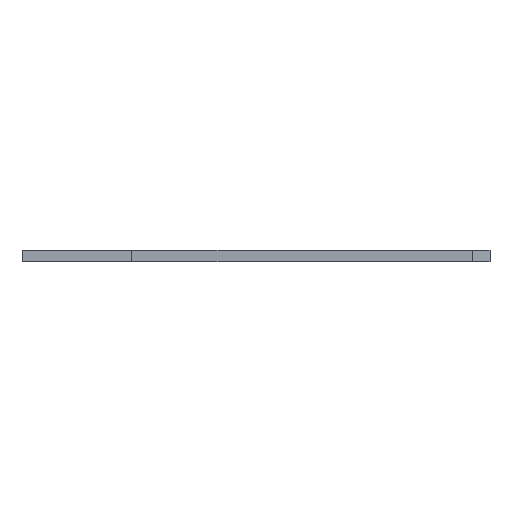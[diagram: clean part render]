
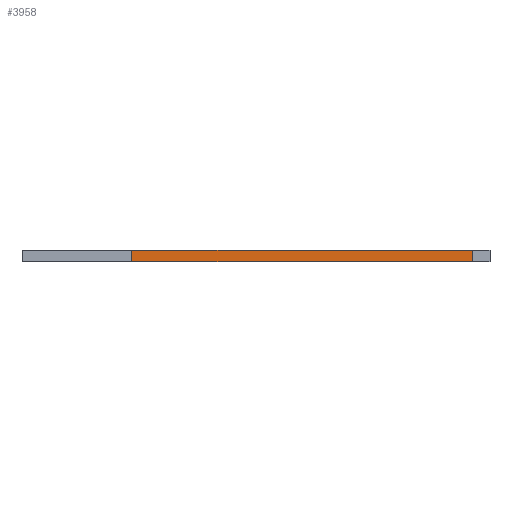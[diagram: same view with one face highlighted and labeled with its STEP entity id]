
A CAD part, front view. The second image highlights one B-rep face of the part: STEP entity #3958.
In plain terms, the highlighted planar face has unit normal (0, -1, 0).
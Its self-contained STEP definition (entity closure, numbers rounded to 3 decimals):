
#83 = PLANE('',#84);
#84 = AXIS2_PLACEMENT_3D('',#85,#86,#87);
#85 = CARTESIAN_POINT('',(36.974,25.975,1.6));
#86 = DIRECTION('',(0.,0.,1.));
#87 = DIRECTION('',(1.,0.,-0.));
#137 = PLANE('',#138);
#138 = AXIS2_PLACEMENT_3D('',#139,#140,#141);
#139 = CARTESIAN_POINT('',(36.974,25.975,0.));
#140 = DIRECTION('',(0.,0.,1.));
#141 = DIRECTION('',(1.,0.,-0.));
#386 = VERTEX_POINT('',#387);
#387 = CARTESIAN_POINT('',(17.272,-0.,0.));
#401 = PLANE('',#402);
#402 = AXIS2_PLACEMENT_3D('',#403,#404,#405);
#403 = CARTESIAN_POINT('',(17.272,15.748,0.));
#404 = DIRECTION('',(1.,0.,-0.));
#405 = DIRECTION('',(0.,-1.,0.));
#413 = EDGE_CURVE('',#386,#414,#416,.T.);
#414 = VERTEX_POINT('',#415);
#415 = CARTESIAN_POINT('',(66.04,-0.,0.));
#416 = SURFACE_CURVE('',#417,(#421,#428),.PCURVE_S1.);
#417 = LINE('',#418,#419);
#418 = CARTESIAN_POINT('',(17.272,-0.,0.));
#419 = VECTOR('',#420,1.);
#420 = DIRECTION('',(1.,0.,0.));
#421 = PCURVE('',#137,#422);
#422 = DEFINITIONAL_REPRESENTATION('',(#423),#427);
#423 = LINE('',#424,#425);
#424 = CARTESIAN_POINT('',(-19.702,-25.975));
#425 = VECTOR('',#426,1.);
#426 = DIRECTION('',(1.,0.));
#427 = ( GEOMETRIC_REPRESENTATION_CONTEXT(2) 
PARAMETRIC_REPRESENTATION_CONTEXT() REPRESENTATION_CONTEXT('2D SPACE',''
  ) );
#428 = PCURVE('',#429,#434);
#429 = PLANE('',#430);
#430 = AXIS2_PLACEMENT_3D('',#431,#432,#433);
#431 = CARTESIAN_POINT('',(17.272,0.,0.));
#432 = DIRECTION('',(0.,1.,0.));
#433 = DIRECTION('',(1.,0.,0.));
#434 = DEFINITIONAL_REPRESENTATION('',(#435),#439);
#435 = LINE('',#436,#437);
#436 = CARTESIAN_POINT('',(0.,0.));
#437 = VECTOR('',#438,1.);
#438 = DIRECTION('',(1.,0.));
#439 = ( GEOMETRIC_REPRESENTATION_CONTEXT(2) 
PARAMETRIC_REPRESENTATION_CONTEXT() REPRESENTATION_CONTEXT('2D SPACE',''
  ) );
#457 = PLANE('',#458);
#458 = AXIS2_PLACEMENT_3D('',#459,#460,#461);
#459 = CARTESIAN_POINT('',(66.04,0.,0.));
#460 = DIRECTION('',(-1.,0.,0.));
#461 = DIRECTION('',(0.,1.,0.));
#2231 = VERTEX_POINT('',#2232);
#2232 = CARTESIAN_POINT('',(17.272,0.,1.6));
#2253 = EDGE_CURVE('',#2231,#2254,#2256,.T.);
#2254 = VERTEX_POINT('',#2255);
#2255 = CARTESIAN_POINT('',(66.04,0.,1.6));
#2256 = SURFACE_CURVE('',#2257,(#2261,#2268),.PCURVE_S1.);
#2257 = LINE('',#2258,#2259);
#2258 = CARTESIAN_POINT('',(17.272,0.,1.6));
#2259 = VECTOR('',#2260,1.);
#2260 = DIRECTION('',(1.,0.,0.));
#2261 = PCURVE('',#83,#2262);
#2262 = DEFINITIONAL_REPRESENTATION('',(#2263),#2267);
#2263 = LINE('',#2264,#2265);
#2264 = CARTESIAN_POINT('',(-19.702,-25.975));
#2265 = VECTOR('',#2266,1.);
#2266 = DIRECTION('',(1.,0.));
#2267 = ( GEOMETRIC_REPRESENTATION_CONTEXT(2) 
PARAMETRIC_REPRESENTATION_CONTEXT() REPRESENTATION_CONTEXT('2D SPACE',''
  ) );
#2268 = PCURVE('',#429,#2269);
#2269 = DEFINITIONAL_REPRESENTATION('',(#2270),#2274);
#2270 = LINE('',#2271,#2272);
#2271 = CARTESIAN_POINT('',(0.,-1.6));
#2272 = VECTOR('',#2273,1.);
#2273 = DIRECTION('',(1.,0.));
#2274 = ( GEOMETRIC_REPRESENTATION_CONTEXT(2) 
PARAMETRIC_REPRESENTATION_CONTEXT() REPRESENTATION_CONTEXT('2D SPACE',''
  ) );
#3910 = EDGE_CURVE('',#386,#2231,#3911,.T.);
#3911 = SURFACE_CURVE('',#3912,(#3916,#3923),.PCURVE_S1.);
#3912 = LINE('',#3913,#3914);
#3913 = CARTESIAN_POINT('',(17.272,-0.,0.));
#3914 = VECTOR('',#3915,1.);
#3915 = DIRECTION('',(0.,0.,1.));
#3916 = PCURVE('',#401,#3917);
#3917 = DEFINITIONAL_REPRESENTATION('',(#3918),#3922);
#3918 = LINE('',#3919,#3920);
#3919 = CARTESIAN_POINT('',(15.748,0.));
#3920 = VECTOR('',#3921,1.);
#3921 = DIRECTION('',(0.,-1.));
#3922 = ( GEOMETRIC_REPRESENTATION_CONTEXT(2) 
PARAMETRIC_REPRESENTATION_CONTEXT() REPRESENTATION_CONTEXT('2D SPACE',''
  ) );
#3923 = PCURVE('',#429,#3924);
#3924 = DEFINITIONAL_REPRESENTATION('',(#3925),#3929);
#3925 = LINE('',#3926,#3927);
#3926 = CARTESIAN_POINT('',(0.,0.));
#3927 = VECTOR('',#3928,1.);
#3928 = DIRECTION('',(0.,-1.));
#3929 = ( GEOMETRIC_REPRESENTATION_CONTEXT(2) 
PARAMETRIC_REPRESENTATION_CONTEXT() REPRESENTATION_CONTEXT('2D SPACE',''
  ) );
#3935 = EDGE_CURVE('',#414,#2254,#3936,.T.);
#3936 = SURFACE_CURVE('',#3937,(#3941,#3948),.PCURVE_S1.);
#3937 = LINE('',#3938,#3939);
#3938 = CARTESIAN_POINT('',(66.04,-0.,0.));
#3939 = VECTOR('',#3940,1.);
#3940 = DIRECTION('',(0.,0.,1.));
#3941 = PCURVE('',#457,#3942);
#3942 = DEFINITIONAL_REPRESENTATION('',(#3943),#3947);
#3943 = LINE('',#3944,#3945);
#3944 = CARTESIAN_POINT('',(0.,0.));
#3945 = VECTOR('',#3946,1.);
#3946 = DIRECTION('',(0.,-1.));
#3947 = ( GEOMETRIC_REPRESENTATION_CONTEXT(2) 
PARAMETRIC_REPRESENTATION_CONTEXT() REPRESENTATION_CONTEXT('2D SPACE',''
  ) );
#3948 = PCURVE('',#429,#3949);
#3949 = DEFINITIONAL_REPRESENTATION('',(#3950),#3954);
#3950 = LINE('',#3951,#3952);
#3951 = CARTESIAN_POINT('',(48.768,0.));
#3952 = VECTOR('',#3953,1.);
#3953 = DIRECTION('',(0.,-1.));
#3954 = ( GEOMETRIC_REPRESENTATION_CONTEXT(2) 
PARAMETRIC_REPRESENTATION_CONTEXT() REPRESENTATION_CONTEXT('2D SPACE',''
  ) );
#3958 = ADVANCED_FACE('',(#3959),#429,.F.);
#3959 = FACE_BOUND('',#3960,.F.);
#3960 = EDGE_LOOP('',(#3961,#3962,#3963,#3964));
#3961 = ORIENTED_EDGE('',*,*,#3910,.T.);
#3962 = ORIENTED_EDGE('',*,*,#2253,.T.);
#3963 = ORIENTED_EDGE('',*,*,#3935,.F.);
#3964 = ORIENTED_EDGE('',*,*,#413,.F.);
